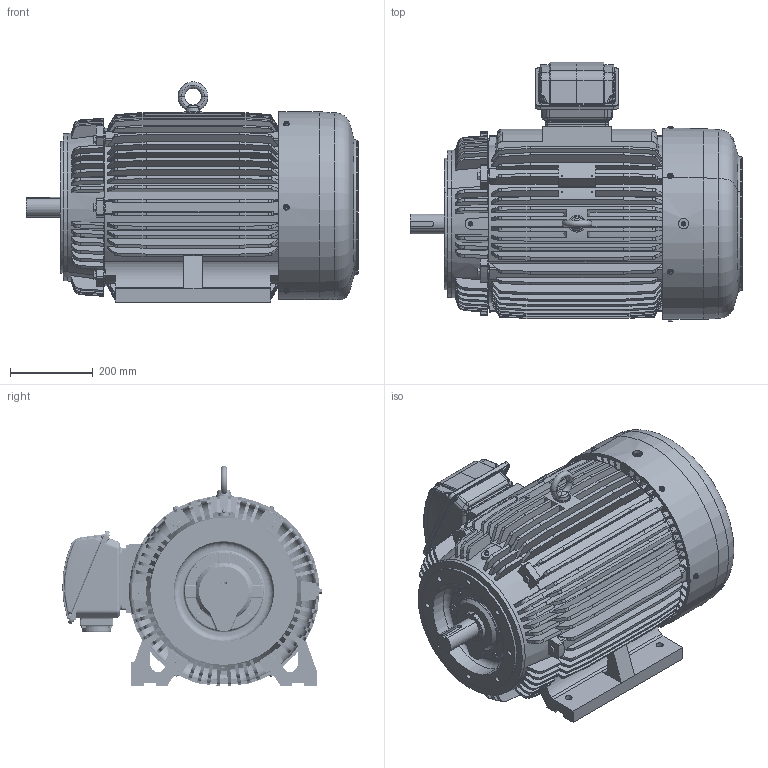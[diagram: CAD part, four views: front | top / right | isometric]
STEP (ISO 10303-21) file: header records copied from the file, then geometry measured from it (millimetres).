
FILE_DESCRIPTION(('CATIA V5 STEP Exchange'),'2;1');
FILE_NAME('365T-HV-CF_AllCATPart.stp','2012-08-30T02:08:12+00:00',('none'),('none'),'CATIA Version 5 Release 19 SP 9 (IN-10)','CATIA V5 STEP AP203','none');
FILE_SCHEMA(('CONFIG_CONTROL_DESIGN'));
Products named in the file (1): 365T-HV-CF_AllCATPart
Bounding box: 800.67 x 625.76 x 531.28 mm (x, y, z)
Volume: 30115841.1 mm3; surface area: 5394768.7 mm2
Topology: 48 solids, 48 shells, 4263 faces, 11461 edges, 7413 vertices
Faces by surface type: plane 1464, cylinder 1022, torus 804, cone 695, bspline 226, sphere 44, revolution 8
Entity records: 157433 total; most frequent: CARTESIAN_POINT 67060, ORIENTED_EDGE 22818, DIRECTION 11660, EDGE_CURVE 11409, VERTEX_POINT 7413, AXIS2_PLACEMENT_3D 6118, EDGE_LOOP 4678, ADVANCED_FACE 4263
